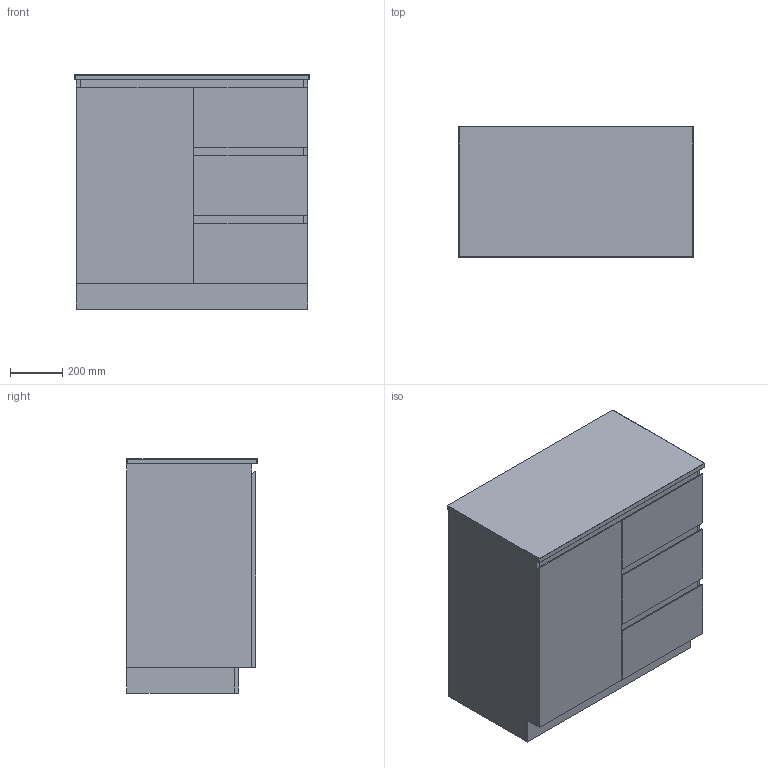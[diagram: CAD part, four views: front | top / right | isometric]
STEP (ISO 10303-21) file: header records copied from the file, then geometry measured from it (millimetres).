
FILE_DESCRIPTION(/* description */ (''),/* implementation_level */ '2;1');
FILE_NAME(/* name */ 'Domaine Hamper 900 (20MM)',/* time_stamp */ '2025-07-09T14:50:28+10:00',/* author */ (''),/* organization */ (''),/* preprocessor_version */ 'ST-DEVELOPER v16.5',/* originating_system */ '',/* authorisation */ '');
FILE_SCHEMA (('AUTOMOTIVE_DESIGN'));
Length unit declared in the file: millimetre
Products named in the file (7): Document; Domaine Hamper 900 (20MM); Domaine Hamper ALL192021; Domaine Hamper 900 Left18; Domaine Hamper 900 Left FM4; Blank Benchtops ALL567891011121314151617; 900 Benchtop (20MM)2
Assembly tree (6 placements, depth 5):
  Document
    Domaine Hamper 900 (20MM)
      Domaine Hamper ALL192021
        Domaine Hamper 900 Left18
          Domaine Hamper 900 Left FM4
      Blank Benchtops ALL567891011121314151617
        900 Benchtop (20MM)2
Bounding box: 900 x 500 x 900 mm (x, y, z)
Volume: 62781742.8 mm3; surface area: 8050597 mm2
Topology: 14 solids, 14 shells, 116 faces, 252 edges, 160 vertices
Faces by surface type: plane 102, cylinder 10, bspline 4
Entity records: 3257 total; most frequent: CARTESIAN_POINT 983, ORIENTED_EDGE 496, EDGE_CURVE 248, B_SPLINE_CURVE_WITH_KNOTS 232, VERTEX_POINT 160, DIRECTION 142, AXIS2_PLACEMENT_3D 127, ADVANCED_FACE 116
